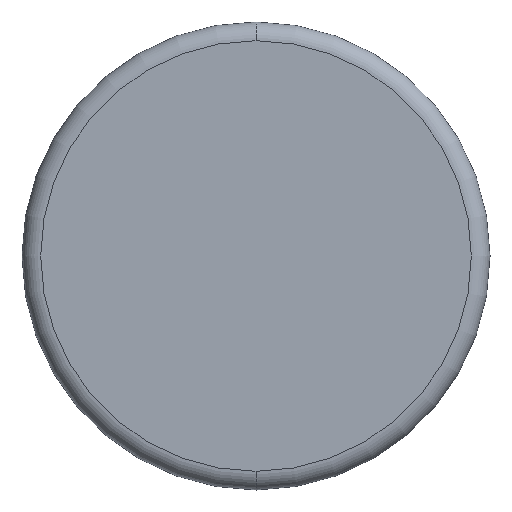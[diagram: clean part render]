
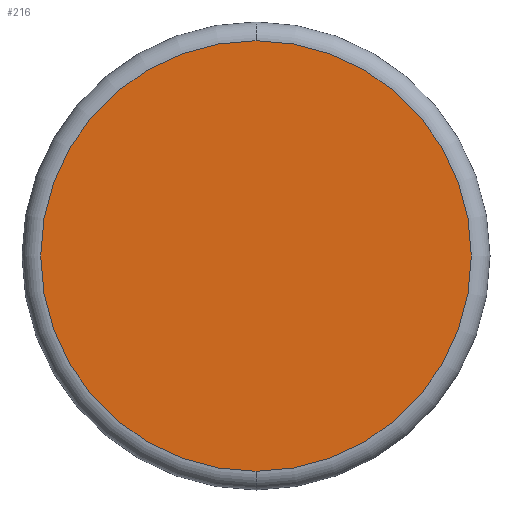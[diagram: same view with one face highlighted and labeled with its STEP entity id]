
A CAD part, front view. The second image highlights one B-rep face of the part: STEP entity #216.
In plain terms, the highlighted planar face has unit normal (0, -1, 0).
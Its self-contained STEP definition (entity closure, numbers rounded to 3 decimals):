
#27 = ORIENTED_EDGE ( 'NONE', *, *, #152, .T. ) ;
#28 = DIRECTION ( 'NONE',  ( 0., 0., 1. ) ) ;
#31 = DIRECTION ( 'NONE',  ( 0., 0., 1. ) ) ;
#36 = CARTESIAN_POINT ( 'NONE',  ( 0., 0., -2.3 ) ) ;
#41 = AXIS2_PLACEMENT_3D ( 'NONE', #155, #157, #31 ) ;
#74 = CIRCLE ( 'NONE', #41, 2.3 ) ;
#85 = CARTESIAN_POINT ( 'NONE',  ( 0., 0., 2.3 ) ) ;
#111 = FACE_OUTER_BOUND ( 'NONE', #149, .T. ) ;
#122 = AXIS2_PLACEMENT_3D ( 'NONE', #241, #161, #28 ) ;
#142 = DIRECTION ( 'NONE',  ( 0., 1., 0. ) ) ;
#149 = EDGE_LOOP ( 'NONE', ( #27, #154 ) ) ;
#152 = EDGE_CURVE ( 'NONE', #225, #258, #193, .T. ) ;
#154 = ORIENTED_EDGE ( 'NONE', *, *, #169, .T. ) ;
#155 = CARTESIAN_POINT ( 'NONE',  ( 0., 0., 0. ) ) ;
#157 = DIRECTION ( 'NONE',  ( 0., -1., 0. ) ) ;
#161 = DIRECTION ( 'NONE',  ( 0., -1., 0. ) ) ;
#165 = CARTESIAN_POINT ( 'NONE',  ( 0., 0., 0. ) ) ;
#169 = EDGE_CURVE ( 'NONE', #258, #225, #74, .T. ) ;
#193 = CIRCLE ( 'NONE', #122, 2.3 ) ;
#216 = ADVANCED_FACE ( 'NONE', ( #111 ), #227, .F. ) ;
#225 = VERTEX_POINT ( 'NONE', #85 ) ;
#227 = PLANE ( 'NONE',  #233 ) ;
#233 = AXIS2_PLACEMENT_3D ( 'NONE', #165, #142, #249 ) ;
#241 = CARTESIAN_POINT ( 'NONE',  ( 0., 0., 0. ) ) ;
#249 = DIRECTION ( 'NONE',  ( 0., 0., 1. ) ) ;
#258 = VERTEX_POINT ( 'NONE', #36 ) ;
